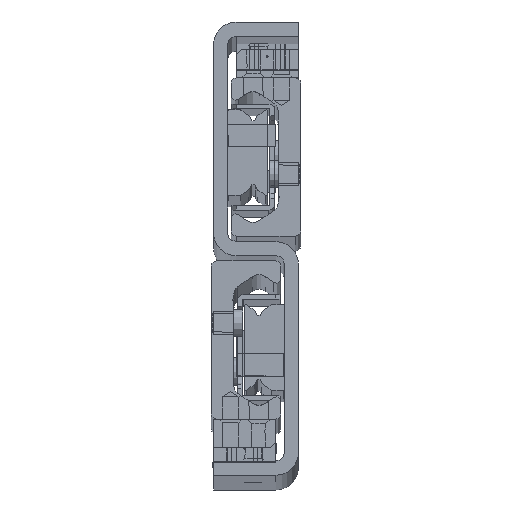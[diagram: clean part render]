
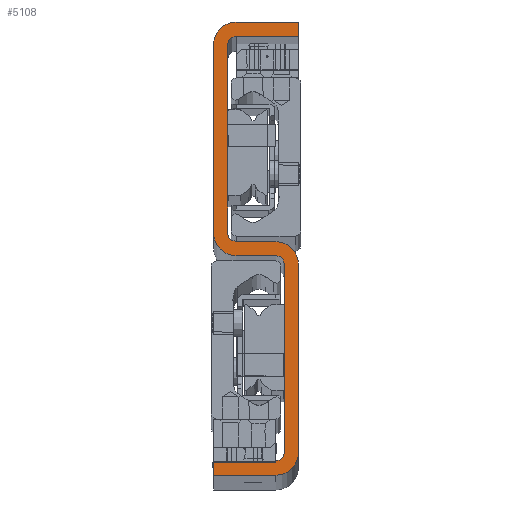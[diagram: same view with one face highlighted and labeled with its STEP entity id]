
A CAD part, top view. The second image highlights one B-rep face of the part: STEP entity #5108.
In plain terms, the highlighted planar face has unit normal (0, 0, 1).
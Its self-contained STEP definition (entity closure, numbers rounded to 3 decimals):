
#4086=CARTESIAN_POINT('',(15.0,80.0,1490.0));
#4087=VERTEX_POINT('',#4086);
#4088=CARTESIAN_POINT('',(15.0,77.5,1490.0));
#4089=VERTEX_POINT('',#4088);
#4090=CARTESIAN_POINT('',(15.0,80.0,1490.0));
#4091=DIRECTION('',(0.0,-1.0,0.0));
#4092=VECTOR('',#4091,2.5);
#4093=LINE('',#4090,#4092);
#4094=EDGE_CURVE('',#4087,#4089,#4093,.T.);
#4126=CARTESIAN_POINT('',(4.,77.5,1490.0));
#4127=VERTEX_POINT('',#4126);
#4128=CARTESIAN_POINT('',(15.0,77.5,1490.0));
#4129=DIRECTION('',(-1.0,0.0,0.0));
#4130=VECTOR('',#4129,11.);
#4131=LINE('',#4128,#4130);
#4132=EDGE_CURVE('',#4089,#4127,#4131,.T.);
#4184=CARTESIAN_POINT('',(2.5,76.0,1490.0));
#4185=VERTEX_POINT('',#4184);
#4186=CARTESIAN_POINT('',(4.,76.0,1490.0));
#4187=DIRECTION('',(0.0,0.0,1.0));
#4188=DIRECTION('',(0.0,-1.0,0.0));
#4189=AXIS2_PLACEMENT_3D('',#4186,#4187,#4188);
#4190=CIRCLE('',#4189,1.5);
#4191=EDGE_CURVE('',#4127,#4185,#4190,.T.);
#4217=CARTESIAN_POINT('',(2.5,42.75,1490.0));
#4218=VERTEX_POINT('',#4217);
#4219=CARTESIAN_POINT('',(2.5,76.0,1490.0));
#4220=DIRECTION('',(0.0,-1.0,0.0));
#4221=VECTOR('',#4220,33.25);
#4222=LINE('',#4219,#4221);
#4223=EDGE_CURVE('',#4185,#4218,#4222,.T.);
#4305=CARTESIAN_POINT('',(4.,41.25,1490.0));
#4306=VERTEX_POINT('',#4305);
#4307=CARTESIAN_POINT('',(4.,42.75,1490.0));
#4308=DIRECTION('',(0.0,0.0,1.0));
#4309=DIRECTION('',(1.0,0.0,0.0));
#4310=AXIS2_PLACEMENT_3D('',#4307,#4308,#4309);
#4311=CIRCLE('',#4310,1.5);
#4312=EDGE_CURVE('',#4218,#4306,#4311,.T.);
#4338=CARTESIAN_POINT('',(11.,41.25,1490.0));
#4339=VERTEX_POINT('',#4338);
#4340=CARTESIAN_POINT('',(4.,41.25,1490.0));
#4341=DIRECTION('',(1.0,0.0,0.0));
#4342=VECTOR('',#4341,7.);
#4343=LINE('',#4340,#4342);
#4344=EDGE_CURVE('',#4306,#4339,#4343,.T.);
#4369=CARTESIAN_POINT('',(15.,37.25,1490.0));
#4370=VERTEX_POINT('',#4369);
#4371=CARTESIAN_POINT('',(11.,37.25,1490.0));
#4372=DIRECTION('',(0.0,0.0,-1.0));
#4373=DIRECTION('',(1.0,0.0,0.0));
#4374=AXIS2_PLACEMENT_3D('',#4371,#4372,#4373);
#4375=CIRCLE('',#4374,4.0);
#4376=EDGE_CURVE('',#4339,#4370,#4375,.T.);
#4402=CARTESIAN_POINT('',(15.,4.,1490.0));
#4403=VERTEX_POINT('',#4402);
#4404=CARTESIAN_POINT('',(15.,37.25,1490.0));
#4405=DIRECTION('',(0.0,-1.0,0.0));
#4406=VECTOR('',#4405,33.25);
#4407=LINE('',#4404,#4406);
#4408=EDGE_CURVE('',#4370,#4403,#4407,.T.);
#4490=CARTESIAN_POINT('',(11.0,0.,1490.0));
#4491=VERTEX_POINT('',#4490);
#4492=CARTESIAN_POINT('',(11.,4.,1490.0));
#4493=DIRECTION('',(0.0,0.0,-1.0));
#4494=DIRECTION('',(0.,-1.,0.0));
#4495=AXIS2_PLACEMENT_3D('',#4492,#4493,#4494);
#4496=CIRCLE('',#4495,4.);
#4497=EDGE_CURVE('',#4403,#4491,#4496,.T.);
#4523=CARTESIAN_POINT('',(0.0,0.0,1490.0));
#4524=VERTEX_POINT('',#4523);
#4525=CARTESIAN_POINT('',(11.0,0.,1490.0));
#4526=DIRECTION('',(-1.0,0.0,0.0));
#4527=VECTOR('',#4526,11.0);
#4528=LINE('',#4525,#4527);
#4529=EDGE_CURVE('',#4491,#4524,#4528,.T.);
#4581=CARTESIAN_POINT('',(0.0,2.5,1490.0));
#4582=VERTEX_POINT('',#4581);
#4583=CARTESIAN_POINT('',(0.0,0.0,1490.0));
#4584=DIRECTION('',(0.0,1.0,0.0));
#4585=VECTOR('',#4584,2.5);
#4586=LINE('',#4583,#4585);
#4587=EDGE_CURVE('',#4524,#4582,#4586,.T.);
#4612=CARTESIAN_POINT('',(11.,2.5,1490.0));
#4613=VERTEX_POINT('',#4612);
#4614=CARTESIAN_POINT('',(0.0,2.5,1490.0));
#4615=DIRECTION('',(1.0,0.0,0.0));
#4616=VECTOR('',#4615,11.);
#4617=LINE('',#4614,#4616);
#4618=EDGE_CURVE('',#4582,#4613,#4617,.T.);
#4670=CARTESIAN_POINT('',(12.5,4.0,1490.0));
#4671=VERTEX_POINT('',#4670);
#4672=CARTESIAN_POINT('',(11.,4.0,1490.0));
#4673=DIRECTION('',(0.0,0.0,1.0));
#4674=DIRECTION('',(0.0,1.0,0.0));
#4675=AXIS2_PLACEMENT_3D('',#4672,#4673,#4674);
#4676=CIRCLE('',#4675,1.5);
#4677=EDGE_CURVE('',#4613,#4671,#4676,.T.);
#4703=CARTESIAN_POINT('',(12.5,37.25,1490.0));
#4704=VERTEX_POINT('',#4703);
#4705=CARTESIAN_POINT('',(12.5,4.0,1490.0));
#4706=DIRECTION('',(0.0,1.0,0.0));
#4707=VECTOR('',#4706,33.25);
#4708=LINE('',#4705,#4707);
#4709=EDGE_CURVE('',#4671,#4704,#4708,.T.);
#4791=CARTESIAN_POINT('',(11.,38.75,1490.0));
#4792=VERTEX_POINT('',#4791);
#4793=CARTESIAN_POINT('',(11.,37.25,1490.0));
#4794=DIRECTION('',(0.0,0.0,1.0));
#4795=DIRECTION('',(-1.0,0.0,0.0));
#4796=AXIS2_PLACEMENT_3D('',#4793,#4794,#4795);
#4797=CIRCLE('',#4796,1.5);
#4798=EDGE_CURVE('',#4704,#4792,#4797,.T.);
#4824=CARTESIAN_POINT('',(4.,38.75,1490.0));
#4825=VERTEX_POINT('',#4824);
#4826=CARTESIAN_POINT('',(11.,38.75,1490.0));
#4827=DIRECTION('',(-1.0,0.0,0.0));
#4828=VECTOR('',#4827,7.);
#4829=LINE('',#4826,#4828);
#4830=EDGE_CURVE('',#4792,#4825,#4829,.T.);
#4855=CARTESIAN_POINT('',(0.0,42.75,1490.0));
#4856=VERTEX_POINT('',#4855);
#4857=CARTESIAN_POINT('',(4.,42.75,1490.0));
#4858=DIRECTION('',(0.0,0.0,-1.0));
#4859=DIRECTION('',(-1.0,0.0,0.0));
#4860=AXIS2_PLACEMENT_3D('',#4857,#4858,#4859);
#4861=CIRCLE('',#4860,4.);
#4862=EDGE_CURVE('',#4825,#4856,#4861,.T.);
#4888=CARTESIAN_POINT('',(0.0,76.0,1490.0));
#4889=VERTEX_POINT('',#4888);
#4890=CARTESIAN_POINT('',(0.0,42.75,1490.0));
#4891=DIRECTION('',(0.0,1.0,0.0));
#4892=VECTOR('',#4891,33.25);
#4893=LINE('',#4890,#4892);
#4894=EDGE_CURVE('',#4856,#4889,#4893,.T.);
#4976=CARTESIAN_POINT('',(4.,80.0,1490.0));
#4977=VERTEX_POINT('',#4976);
#4978=CARTESIAN_POINT('',(4.,76.0,1490.0));
#4979=DIRECTION('',(0.0,0.0,-1.0));
#4980=DIRECTION('',(0.0,1.0,0.0));
#4981=AXIS2_PLACEMENT_3D('',#4978,#4979,#4980);
#4982=CIRCLE('',#4981,4.0);
#4983=EDGE_CURVE('',#4889,#4977,#4982,.T.);
#5009=CARTESIAN_POINT('',(4.,80.0,1490.0));
#5010=DIRECTION('',(1.0,0.0,0.0));
#5011=VECTOR('',#5010,11.);
#5012=LINE('',#5009,#5011);
#5013=EDGE_CURVE('',#4977,#4087,#5012,.T.);
#5081=CARTESIAN_POINT('',(7.5,40.,1490.0));
#5082=DIRECTION('',(0.0,0.0,1.0));
#5083=DIRECTION('',(1.0,0.0,0.0));
#5084=AXIS2_PLACEMENT_3D('',#5081,#5082,#5083);
#5085=PLANE('',#5084);
#5086=ORIENTED_EDGE('',*,*,#4094,.F.);
#5087=ORIENTED_EDGE('',*,*,#5013,.F.);
#5088=ORIENTED_EDGE('',*,*,#4983,.F.);
#5089=ORIENTED_EDGE('',*,*,#4894,.F.);
#5090=ORIENTED_EDGE('',*,*,#4862,.F.);
#5091=ORIENTED_EDGE('',*,*,#4830,.F.);
#5092=ORIENTED_EDGE('',*,*,#4798,.F.);
#5093=ORIENTED_EDGE('',*,*,#4709,.F.);
#5094=ORIENTED_EDGE('',*,*,#4677,.F.);
#5095=ORIENTED_EDGE('',*,*,#4618,.F.);
#5096=ORIENTED_EDGE('',*,*,#4587,.F.);
#5097=ORIENTED_EDGE('',*,*,#4529,.F.);
#5098=ORIENTED_EDGE('',*,*,#4497,.F.);
#5099=ORIENTED_EDGE('',*,*,#4408,.F.);
#5100=ORIENTED_EDGE('',*,*,#4376,.F.);
#5101=ORIENTED_EDGE('',*,*,#4344,.F.);
#5102=ORIENTED_EDGE('',*,*,#4312,.F.);
#5103=ORIENTED_EDGE('',*,*,#4223,.F.);
#5104=ORIENTED_EDGE('',*,*,#4191,.F.);
#5105=ORIENTED_EDGE('',*,*,#4132,.F.);
#5106=EDGE_LOOP('',(#5086,#5087,#5088,#5089,#5090,#5091,#5092,#5093,#5094,#5095,#5096,#5097,#5098,#5099,#5100,#5101,#5102,#5103,#5104,#5105));
#5107=FACE_OUTER_BOUND('',#5106,.T.);
#5108=ADVANCED_FACE('',(#5107),#5085,.T.);
